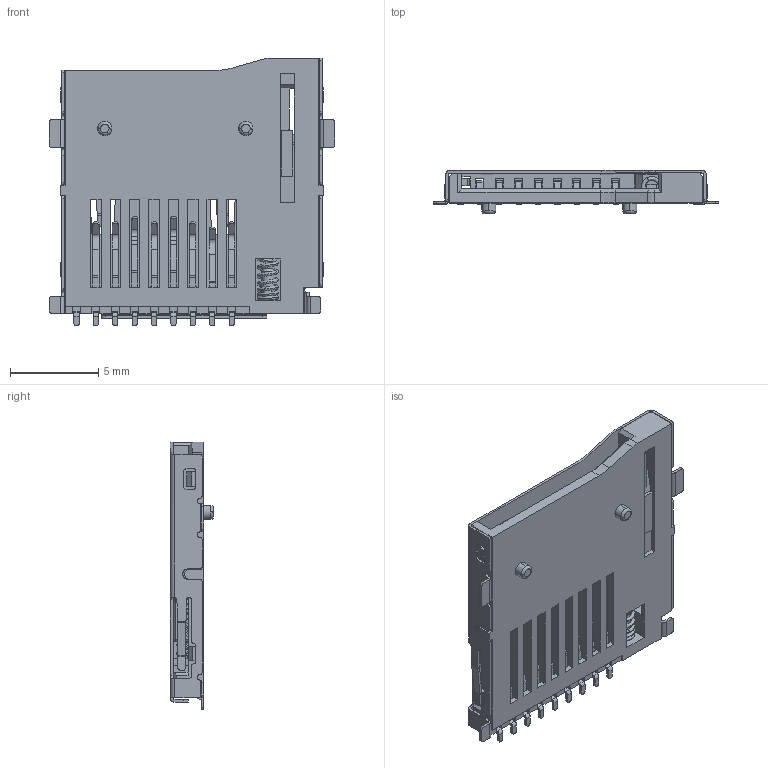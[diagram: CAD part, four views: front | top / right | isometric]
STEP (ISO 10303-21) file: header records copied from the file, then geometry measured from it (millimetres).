
FILE_DESCRIPTION (( 'STEP AP203' ), '1' );
FILE_NAME ('TF-.STEP', '2021-06-17T08:02:13', ( '' ), ( '' ), 'SwSTEP 2.0', 'SolidWorks 2019', '' );
FILE_SCHEMA (( 'CONFIG_CONTROL_DESIGN' ));
Length unit declared in the file: millimetre
Products named in the file (12): CONN08_02; HOUSING; CONN08_03; TF-; BAR; SLIDER; SHELL; CONNCD_AF0; SPRING; CONN_ASM; CONN08_AF4; CONN08_AF2
Assembly tree (15 placements, depth 3):
  TF-
    HOUSING
    SLIDER
    CONN_ASM
      CONNCD_AF0
      CONN08_AF2
      CONN08_AF4
      CONN08_02  x5
      CONN08_03
    BAR
    SPRING
    SHELL
Bounding box: 16.18 x 2.45 x 15.2 mm (x, y, z)
Volume: 186.4 mm3; surface area: 1335.6 mm2
Topology: 14 solids, 14 shells, 1386 faces, 3910 edges, 2526 vertices
Faces by surface type: plane 855, cylinder 475, bspline 53, cone 2, torus 1
Entity records: 44447 total; most frequent: CARTESIAN_POINT 14319, ORIENTED_EDGE 6350, DIRECTION 5531, EDGE_CURVE 3175, VECTOR 2337, LINE 2337, VERTEX_POINT 2046, AXIS2_PLACEMENT_3D 1597
